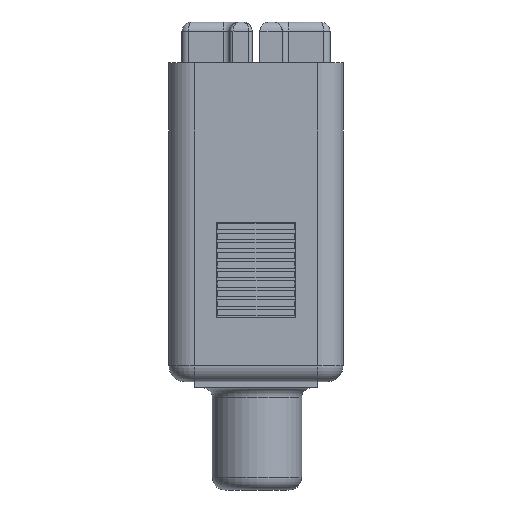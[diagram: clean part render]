
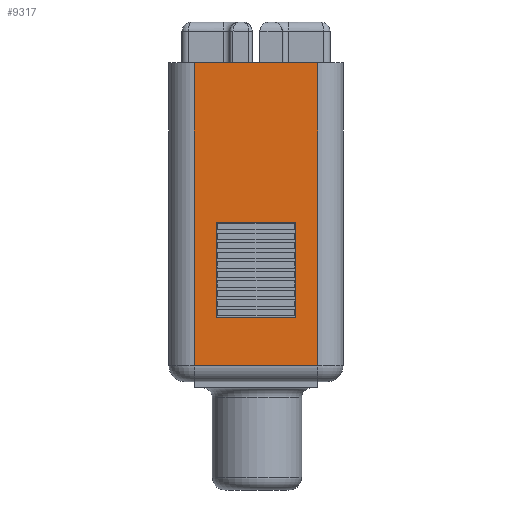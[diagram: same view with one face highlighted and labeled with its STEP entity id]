
A CAD part, front view. The second image highlights one B-rep face of the part: STEP entity #9317.
In plain terms, the highlighted planar face has unit normal (0, -1, 0).
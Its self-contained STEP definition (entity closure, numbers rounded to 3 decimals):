
#94 = ORIENTED_EDGE ( 'NONE', *, *, #5733, .T. ) ;
#118 = ORIENTED_EDGE ( 'NONE', *, *, #9188, .F. ) ;
#645 = VERTEX_POINT ( 'NONE', #8192 ) ;
#767 = VECTOR ( 'NONE', #1868, 1000. ) ;
#1112 = FACE_OUTER_BOUND ( 'NONE', #8334, .T. ) ;
#1143 = VECTOR ( 'NONE', #2869, 1000. ) ;
#1144 = LINE ( 'NONE', #7891, #1143 ) ;
#1201 = LINE ( 'NONE', #9874, #9222 ) ;
#1292 = ORIENTED_EDGE ( 'NONE', *, *, #4434, .T. ) ;
#1366 = VECTOR ( 'NONE', #8215, 1000. ) ;
#1868 = DIRECTION ( 'NONE',  ( -1., 0., 0. ) ) ;
#1872 = VECTOR ( 'NONE', #6260, 1000. ) ;
#1875 = VERTEX_POINT ( 'NONE', #5945 ) ;
#1987 = VERTEX_POINT ( 'NONE', #4171 ) ;
#2007 = DIRECTION ( 'NONE',  ( 0., 0., -1. ) ) ;
#2270 = ORIENTED_EDGE ( 'NONE', *, *, #7863, .T. ) ;
#2545 = LINE ( 'NONE', #7021, #7314 ) ;
#2717 = DIRECTION ( 'NONE',  ( -1., 0., 0. ) ) ;
#2770 = CARTESIAN_POINT ( 'NONE',  ( -0.625, -2.895, 1. ) ) ;
#2869 = DIRECTION ( 'NONE',  ( -1., 0., 0. ) ) ;
#3028 = VERTEX_POINT ( 'NONE', #9326 ) ;
#3080 = CARTESIAN_POINT ( 'NONE',  ( -0.965, -2.895, 5. ) ) ;
#3098 = DIRECTION ( 'NONE',  ( 0., 0., -1. ) ) ;
#3307 = ORIENTED_EDGE ( 'NONE', *, *, #9635, .T. ) ;
#3440 = EDGE_CURVE ( 'NONE', #7714, #3028, #10676, .T. ) ;
#4171 = CARTESIAN_POINT ( 'NONE',  ( 0.625, -2.895, 1. ) ) ;
#4293 = VERTEX_POINT ( 'NONE', #10850 ) ;
#4434 = EDGE_CURVE ( 'NONE', #3028, #1875, #4657, .T. ) ;
#4470 = ORIENTED_EDGE ( 'NONE', *, *, #6678, .F. ) ;
#4553 = AXIS2_PLACEMENT_3D ( 'NONE', #4788, #9963, #8312 ) ;
#4657 = LINE ( 'NONE', #5360, #1872 ) ;
#4745 = LINE ( 'NONE', #3080, #1366 ) ;
#4774 = EDGE_CURVE ( 'NONE', #645, #4293, #1144, .T. ) ;
#4788 = CARTESIAN_POINT ( 'NONE',  ( -0.965, -2.895, 5. ) ) ;
#5028 = ORIENTED_EDGE ( 'NONE', *, *, #4774, .T. ) ;
#5209 = VERTEX_POINT ( 'NONE', #10425 ) ;
#5223 = VECTOR ( 'NONE', #3098, 1000. ) ;
#5360 = CARTESIAN_POINT ( 'NONE',  ( -0.625, -2.895, 2.5 ) ) ;
#5419 = VERTEX_POINT ( 'NONE', #7850 ) ;
#5733 = EDGE_CURVE ( 'NONE', #4293, #5209, #4745, .T. ) ;
#5945 = CARTESIAN_POINT ( 'NONE',  ( 0.625, -2.895, 2.5 ) ) ;
#6225 = CARTESIAN_POINT ( 'NONE',  ( -0.965, -2.895, 0.25 ) ) ;
#6260 = DIRECTION ( 'NONE',  ( 1., 0., 0. ) ) ;
#6324 = DIRECTION ( 'NONE',  ( 0., 0., 1. ) ) ;
#6446 = FACE_BOUND ( 'NONE', #10249, .T. ) ;
#6509 = ORIENTED_EDGE ( 'NONE', *, *, #3440, .T. ) ;
#6678 = EDGE_CURVE ( 'NONE', #645, #5419, #10832, .T. ) ;
#7002 = VECTOR ( 'NONE', #6324, 1000. ) ;
#7021 = CARTESIAN_POINT ( 'NONE',  ( -0.625, -2.895, 1. ) ) ;
#7314 = VECTOR ( 'NONE', #2717, 1000. ) ;
#7408 = CARTESIAN_POINT ( 'NONE',  ( 0.965, -2.895, 5. ) ) ;
#7714 = VERTEX_POINT ( 'NONE', #10379 ) ;
#7850 = CARTESIAN_POINT ( 'NONE',  ( 0.965, -2.895, 0.25 ) ) ;
#7863 = EDGE_CURVE ( 'NONE', #1875, #1987, #1201, .T. ) ;
#7891 = CARTESIAN_POINT ( 'NONE',  ( -0.965, -2.895, 5. ) ) ;
#8192 = CARTESIAN_POINT ( 'NONE',  ( 0.965, -2.895, 5. ) ) ;
#8215 = DIRECTION ( 'NONE',  ( 0., 0., -1. ) ) ;
#8312 = DIRECTION ( 'NONE',  ( 0., 0., -1. ) ) ;
#8334 = EDGE_LOOP ( 'NONE', ( #4470, #5028, #94, #118 ) ) ;
#8742 = LINE ( 'NONE', #6225, #767 ) ;
#9188 = EDGE_CURVE ( 'NONE', #5419, #5209, #8742, .T. ) ;
#9222 = VECTOR ( 'NONE', #2007, 1000. ) ;
#9317 = ADVANCED_FACE ( 'NONE', ( #6446, #1112 ), #9905, .F. ) ;
#9326 = CARTESIAN_POINT ( 'NONE',  ( -0.625, -2.895, 2.5 ) ) ;
#9635 = EDGE_CURVE ( 'NONE', #1987, #7714, #2545, .T. ) ;
#9874 = CARTESIAN_POINT ( 'NONE',  ( 0.625, -2.895, 1. ) ) ;
#9905 = PLANE ( 'NONE',  #4553 ) ;
#9963 = DIRECTION ( 'NONE',  ( 0., 1., 0. ) ) ;
#10249 = EDGE_LOOP ( 'NONE', ( #1292, #2270, #3307, #6509 ) ) ;
#10379 = CARTESIAN_POINT ( 'NONE',  ( -0.625, -2.895, 1. ) ) ;
#10425 = CARTESIAN_POINT ( 'NONE',  ( -0.965, -2.895, 0.25 ) ) ;
#10676 = LINE ( 'NONE', #2770, #7002 ) ;
#10832 = LINE ( 'NONE', #7408, #5223 ) ;
#10850 = CARTESIAN_POINT ( 'NONE',  ( -0.965, -2.895, 5. ) ) ;
